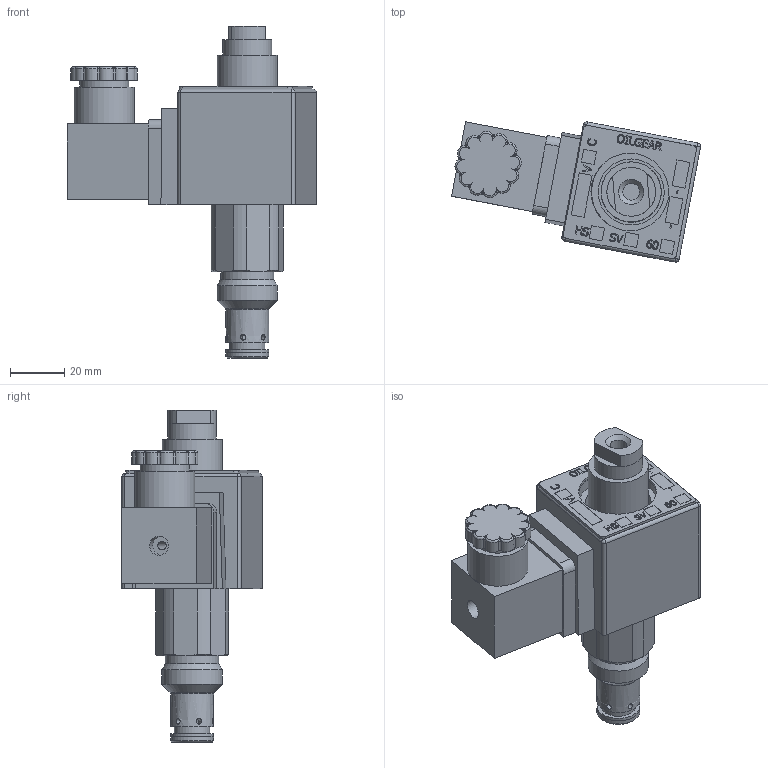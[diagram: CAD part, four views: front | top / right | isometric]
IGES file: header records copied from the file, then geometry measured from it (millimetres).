
Global section: file name: No Iges File Name specified; native system: Autodesk Inventor 2012; preprocessor: AutoDesk Inventor Iges Exporter R2012; author: JGroves; date: 20160303.151111; units: inch
Bounding box: 91.9 x 51.79 x 122.53 mm (x, y, z)
Surface area: 34312.9 mm2 (no closed solid volume)
Topology: 0 solids, 0 shells, 217 faces, 1375 edges, 1313 vertices
Faces by surface type: revolution 113, plane 92, bspline 12
